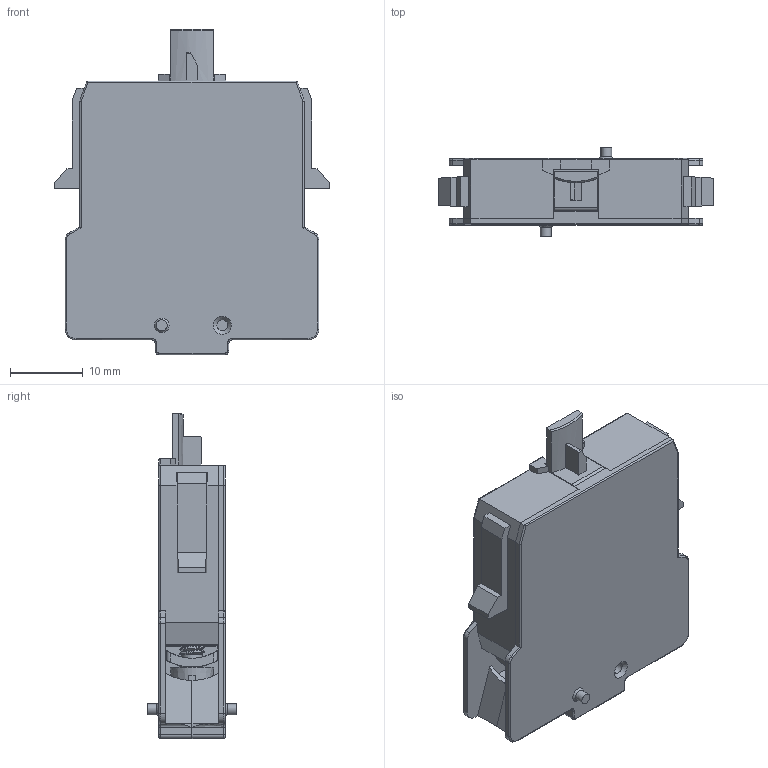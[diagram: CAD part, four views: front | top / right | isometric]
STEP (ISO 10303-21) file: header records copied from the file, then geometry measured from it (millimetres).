
FILE_DESCRIPTION(/* description */ (''),/* implementation_level */ '2;1');
FILE_NAME(/* name */ 'MTOSFE_ipt.stp',/* time_stamp */ '2017-04-10T14:56:41+02:00',/* author */ ('ahoffmann'),/* organization */ (''),/* preprocessor_version */ 'ST-DEVELOPER v16.1',/* originating_system */ 'Autodesk Inventor 2016',/* authorisation */ '');
FILE_SCHEMA (('AUTOMOTIVE_DESIGN { 1 0 10303 214 3 1 1 }'));
Length unit declared in the file: centimetre
Products named in the file (1): MTOSFE_ipt
Bounding box: 37.8 x 12.1 x 44.57 mm (x, y, z)
Volume: 9255.7 mm3; surface area: 6113.1 mm2
Topology: 3 solids, 13 shells, 482 faces, 1289 edges, 828 vertices
Faces by surface type: plane 288, cylinder 155, torus 16, bspline 12, cone 11
Full cylindrical faces by diameter (mm): 1.5 x4, 2.85 x2, 3.5 x2, 4 x2
Entity records: 18280 total; most frequent: CARTESIAN_POINT 6393, ORIENTED_EDGE 2538, DIRECTION 2361, EDGE_CURVE 1265, VERTEX_POINT 820, LINE 809, VECTOR 809, AXIS2_PLACEMENT_3D 776
